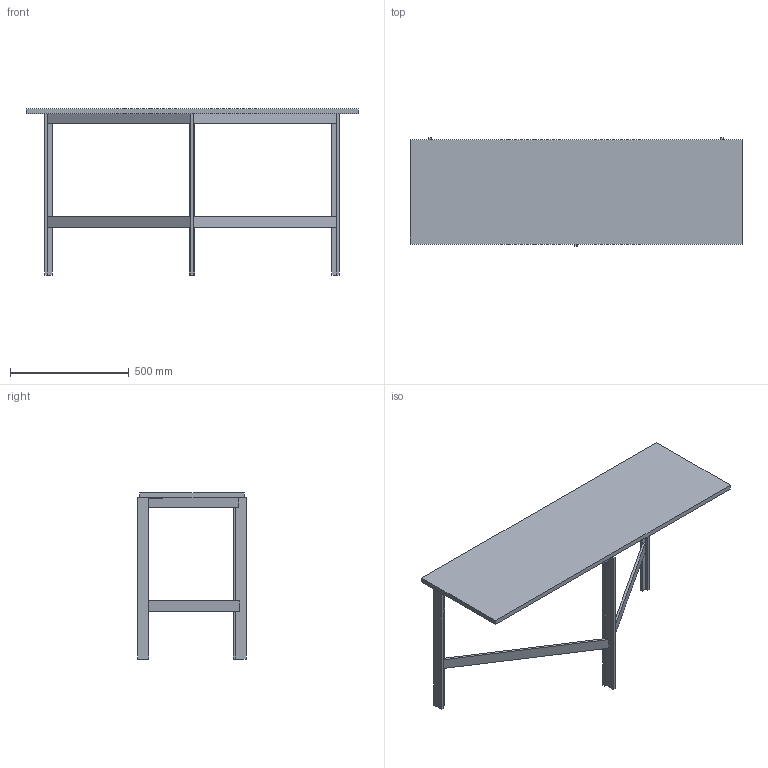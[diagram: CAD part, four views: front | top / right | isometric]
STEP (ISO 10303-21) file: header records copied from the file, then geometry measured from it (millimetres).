
FILE_DESCRIPTION(/* description */ (''),/* implementation_level */ '2;1');
FILE_NAME(/* name */ 'Plank_CB-337-140_3D',/* time_stamp */ '2024-04-20T17:46:29+02:00',/* author */ (''),/* organization */ (''),/* preprocessor_version */ 'ST-DEVELOPER v16.5',/* originating_system */ 'Rhino 7.34',/* authorisation */ '');
FILE_SCHEMA (('AUTOMOTIVE_DESIGN'));
Length unit declared in the file: centimetre
Products named in the file (2): Document; Plank_CB-337-140
Assembly tree (1 placements, depth 2):
  Document
    Plank_CB-337-140
Bounding box: 1400 x 456 x 700.04 mm (x, y, z)
Surface area: 2185979.4 mm2 (no closed solid volume)
Topology: 0 solids, 88 shells, 88 faces, 418 edges, 418 vertices
Faces by surface type: plane 88
Entity records: 4032 total; most frequent: CARTESIAN_POINT 1522, ORIENTED_EDGE 418, EDGE_CURVE 418, B_SPLINE_CURVE_WITH_KNOTS 418, VERTEX_POINT 418, DIRECTION 96, AXIS2_PLACEMENT_3D 92, PRESENTATION_LAYER_ASSIGNMENT 88
